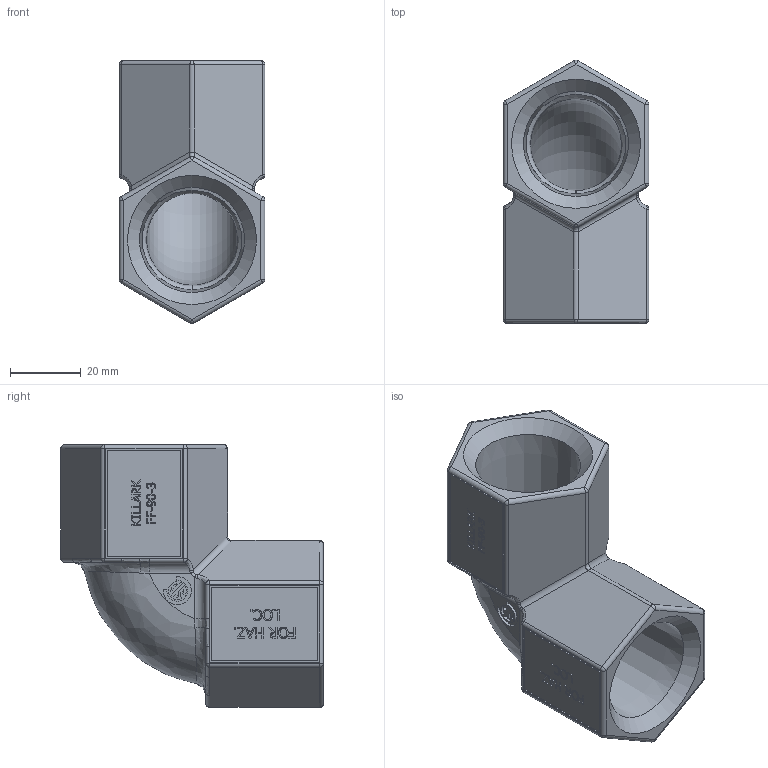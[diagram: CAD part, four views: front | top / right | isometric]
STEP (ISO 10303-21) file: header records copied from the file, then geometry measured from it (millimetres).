
FILE_DESCRIPTION(/* description */ (''),/* implementation_level */ '2;1');
FILE_NAME(/* name */ 'KIL_FF-90-3.stp',/* time_stamp */ '2021-03-17T01:31:32+05:00',/* author */ ('lsugumaran'),/* organization */ (''),/* preprocessor_version */ 'ST-DEVELOPER v18',/* originating_system */ 'Autodesk Inventor 2020',/* authorisation */ '');
FILE_SCHEMA (('AUTOMOTIVE_DESIGN { 1 0 10303 214 3 1 1 }'));
Length unit declared in the file: inch
Products named in the file (1): FF-90-3
Bounding box: 41.27 x 74.43 x 74.43 mm (x, y, z)
Volume: 65701.1 mm3; surface area: 23043.7 mm2
Topology: 1 solids, 1 shells, 1189 faces, 3142 edges, 2050 vertices
Faces by surface type: plane 722, bspline 376, cylinder 64, sphere 22, cone 4, torus 1
Full cylindrical faces by diameter (mm): 0.738 x1, 0.881 x1, 6.469 x1, 7.938 x1
Entity records: 39231 total; most frequent: CARTESIAN_POINT 12231, ORIENTED_EDGE 6266, DIRECTION 4194, EDGE_CURVE 3133, LINE 2224, VECTOR 2224, VERTEX_POINT 2050, EDGE_LOOP 1295
